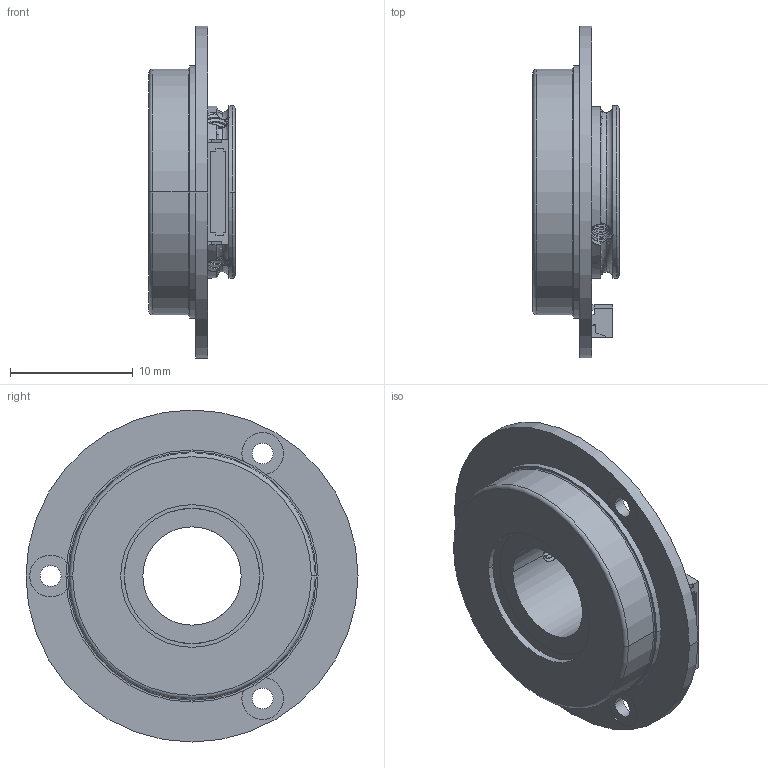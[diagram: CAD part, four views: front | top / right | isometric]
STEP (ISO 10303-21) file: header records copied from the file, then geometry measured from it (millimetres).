
FILE_DESCRIPTION (( 'STEP AP214' ), '1' );
FILE_NAME ('MBS-10-27SUR蟀諉ん-8-27.step', '2024-05-07T06:17:39', ( '' ), ( '' ), 'SwSTEP 2.0', 'SolidWorks 2022', '' );
FILE_SCHEMA (( 'AUTOMOTIVE_DESIGN' ));
Length unit declared in the file: millimetre
Products named in the file (1): MBS-10-27SUR连接器-8-27
Bounding box: 7 x 27 x 27 mm (x, y, z)
Volume: 1200.3 mm3; surface area: 2948.2 mm2
Topology: 5 solids, 5 shells, 481 faces, 1264 edges, 837 vertices
Faces by surface type: plane 259, bspline 109, cylinder 90, torus 14, cone 9
Entity records: 40869 total; most frequent: CARTESIAN_POINT 26615, ORIENTED_EDGE 2528, DIRECTION 1739, EDGE_CURVE 1264, VERTEX_POINT 837, LINE 765, VECTOR 765, EDGE_LOOP 545
